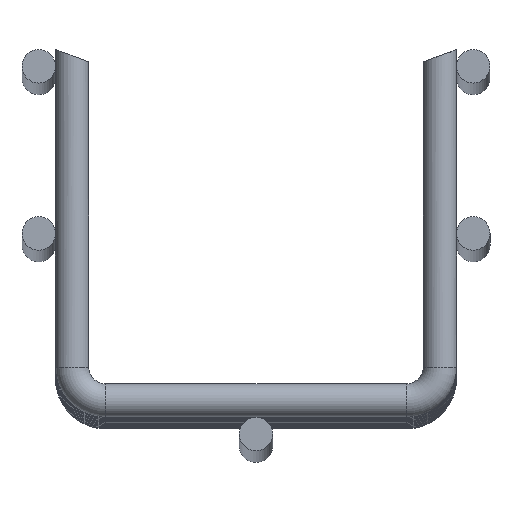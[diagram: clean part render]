
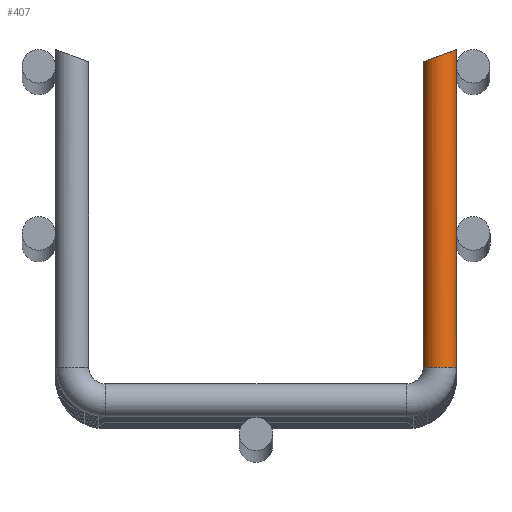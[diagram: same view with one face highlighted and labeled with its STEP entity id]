
A CAD part, top view. The second image highlights one B-rep face of the part: STEP entity #407.
In plain terms, the highlighted cylindrical face has radius 2.5 mm (diameter 5 mm), a partial arc.
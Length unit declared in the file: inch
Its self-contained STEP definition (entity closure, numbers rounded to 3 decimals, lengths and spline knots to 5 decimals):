
#70 = CARTESIAN_POINT ( 'NONE',  ( 2.16535, 0.19685, 0. ) ) ;
#73 = EDGE_LOOP ( 'NONE', ( #380, #1160, #548, #262 ) ) ;
#105 = CARTESIAN_POINT ( 'NONE',  ( 2.06693, 0.19685, 0. ) ) ;
#164 = LINE ( 'NONE', #884, #1087 ) ;
#205 = EDGE_CURVE ( 'NONE', #276, #272, #278, .T. ) ;
#235 = EDGE_CURVE ( 'NONE', #577, #1005, #914, .T. ) ;
#262 = ORIENTED_EDGE ( 'NONE', *, *, #1099, .F. ) ;
#272 = VERTEX_POINT ( 'NONE', #1016 ) ;
#276 = VERTEX_POINT ( 'NONE', #705 ) ;
#278 = CIRCLE ( 'NONE', #859, 0.09843 ) ;
#380 = ORIENTED_EDGE ( 'NONE', *, *, #205, .F. ) ;
#401 = CARTESIAN_POINT ( 'NONE',  ( 2.16535, 0.19685, 0. ) ) ;
#403 = CYLINDRICAL_SURFACE ( 'NONE', #613, 0.09843 ) ;
#407 = ADVANCED_FACE ( 'NONE', ( #618 ), #403, .T. ) ;
#421 = CARTESIAN_POINT ( 'NONE',  ( 2.26378, 2.06693, 0.19685 ) ) ;
#444 = DIRECTION ( 'NONE',  ( 0., 1., 0. ) ) ;
#492 = EDGE_CURVE ( 'NONE', #276, #577, #164, .T. ) ;
#520 = DIRECTION ( 'NONE',  ( 0., 1., 0. ) ) ;
#548 = ORIENTED_EDGE ( 'NONE', *, *, #235, .T. ) ;
#566 = LINE ( 'NONE', #105, #673 ) ;
#577 = VERTEX_POINT ( 'NONE', #790 ) ;
#583 = DIRECTION ( 'NONE',  ( 0., -1., 0. ) ) ;
#602 = CARTESIAN_POINT ( 'NONE',  ( 2.26378, 2.06693, 0. ) ) ;
#613 = AXIS2_PLACEMENT_3D ( 'NONE', #70, #520, #1063 ) ;
#618 = FACE_OUTER_BOUND ( 'NONE', #73, .T. ) ;
#673 = VECTOR ( 'NONE', #934, 39.37008 ) ;
#705 = CARTESIAN_POINT ( 'NONE',  ( 2.26378, 0.19685, 0. ) ) ;
#767 = CARTESIAN_POINT ( 'NONE',  ( 2.06693, 1.99528, 0. ) ) ;
#784 = CARTESIAN_POINT ( 'NONE',  ( 2.06693, 1.99528, 0.19685 ) ) ;
#790 = CARTESIAN_POINT ( 'NONE',  ( 2.26378, 2.06693, 0. ) ) ;
#854 = DIRECTION ( 'NONE',  ( 0., 0., 1. ) ) ;
#859 = AXIS2_PLACEMENT_3D ( 'NONE', #401, #583, #854 ) ;
#884 = CARTESIAN_POINT ( 'NONE',  ( 2.26378, 0.19685, 0. ) ) ;
#914 =( BOUNDED_CURVE ( )  B_SPLINE_CURVE ( 3, ( #602, #421, #784, #767 ),
 .UNSPECIFIED., .F., .T. ) 
 B_SPLINE_CURVE_WITH_KNOTS ( ( 4, 4 ),
 ( 0., 3.14159 ),
 .UNSPECIFIED. ) 
 CURVE ( )  GEOMETRIC_REPRESENTATION_ITEM ( )  RATIONAL_B_SPLINE_CURVE ( ( 1., 0.333, 0.333, 1. ) ) 
 REPRESENTATION_ITEM ( '' )  );
#934 = DIRECTION ( 'NONE',  ( 0., 1., 0. ) ) ;
#1005 = VERTEX_POINT ( 'NONE', #1083 ) ;
#1016 = CARTESIAN_POINT ( 'NONE',  ( 2.06693, 0.19685, 0. ) ) ;
#1063 = DIRECTION ( 'NONE',  ( -1., 0., 0. ) ) ;
#1083 = CARTESIAN_POINT ( 'NONE',  ( 2.06693, 1.99528, 0. ) ) ;
#1087 = VECTOR ( 'NONE', #444, 39.37008 ) ;
#1099 = EDGE_CURVE ( 'NONE', #272, #1005, #566, .T. ) ;
#1160 = ORIENTED_EDGE ( 'NONE', *, *, #492, .T. ) ;
